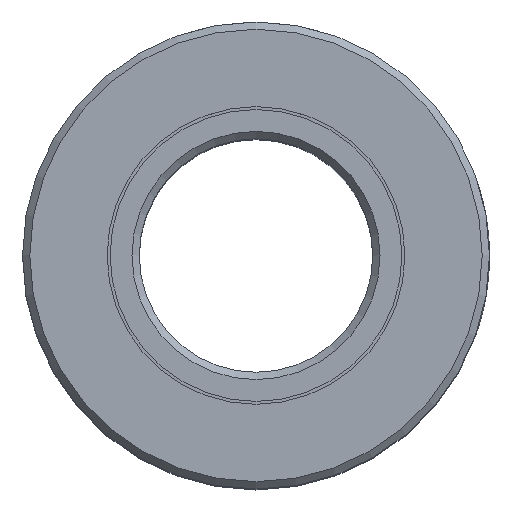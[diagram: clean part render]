
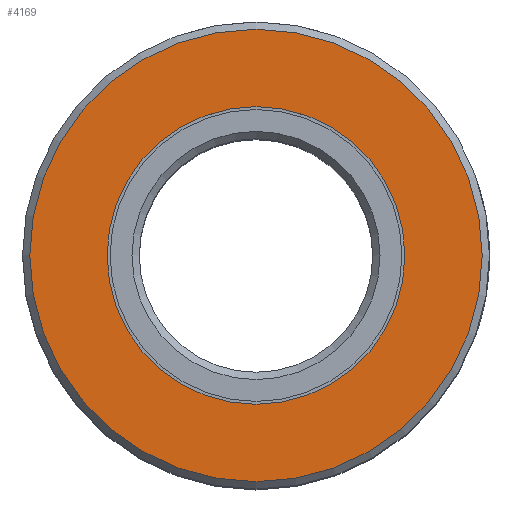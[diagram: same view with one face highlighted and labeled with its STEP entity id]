
A CAD part, top view. The second image highlights one B-rep face of the part: STEP entity #4169.
In plain terms, the highlighted planar face has unit normal (0, 0, 1).
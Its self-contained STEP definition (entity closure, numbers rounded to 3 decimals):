
#27=FACE_BOUND('',#864,.T.);
#49=PLANE('',#4443);
#144=CIRCLE('',#4442,7.75);
#145=CIRCLE('',#4444,5.1);
#602=FACE_OUTER_BOUND('',#863,.T.);
#863=EDGE_LOOP('',(#2879));
#864=EDGE_LOOP('',(#2880));
#1594=VERTEX_POINT('',#9034);
#1595=VERTEX_POINT('',#9038);
#2066=EDGE_CURVE('',#1594,#1594,#144,.T.);
#2067=EDGE_CURVE('',#1595,#1595,#145,.T.);
#2879=ORIENTED_EDGE('',*,*,#2066,.F.);
#2880=ORIENTED_EDGE('',*,*,#2067,.T.);
#4169=ADVANCED_FACE('',(#602,#27),#49,.T.);
#4442=AXIS2_PLACEMENT_3D('',#9036,#5191,#5192);
#4443=AXIS2_PLACEMENT_3D('',#9037,#5193,#5194);
#4444=AXIS2_PLACEMENT_3D('',#9039,#5195,#5196);
#5191=DIRECTION('center_axis',(0.,0.,-1.));
#5192=DIRECTION('ref_axis',(1.,0.,0.));
#5193=DIRECTION('center_axis',(0.,0.,1.));
#5194=DIRECTION('ref_axis',(1.,0.,0.));
#5195=DIRECTION('center_axis',(0.,0.,-1.));
#5196=DIRECTION('ref_axis',(1.,0.,0.));
#9034=CARTESIAN_POINT('',(-7.75,0.,7.));
#9036=CARTESIAN_POINT('Origin',(0.,0.,7.));
#9037=CARTESIAN_POINT('Origin',(-8.,0.,7.));
#9038=CARTESIAN_POINT('',(5.1,0.,7.));
#9039=CARTESIAN_POINT('Origin',(0.,0.,7.));
